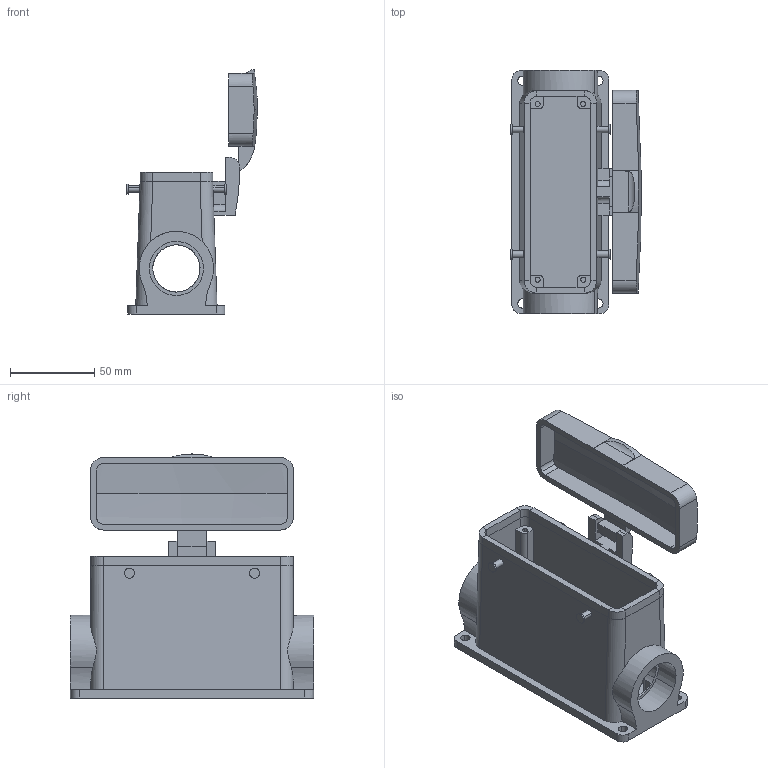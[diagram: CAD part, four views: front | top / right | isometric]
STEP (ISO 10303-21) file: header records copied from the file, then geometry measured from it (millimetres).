
FILE_DESCRIPTION(('CATIA V5 STEP Exchange','CAx-IF Rec.Pracs.--- Model Styling and Organization---1.4--- 2014-01-23'),'2;1');
FILE_NAME ('13415541_2', '2019-07-25T14:23:38+00:00', ('none'), ('Weidmueller'), 'CATIA Version 5-6 Release 2016 SP3 HF44', 'CATIA V5 STEP AP214', 'none');
FILE_SCHEMA(('AUTOMOTIVE_DESIGN { 1 0 10303 214 1 1 1 1 }'));
Length unit declared in the file: millimetre
Products named in the file (1): 1786920000
Bounding box: 77.47 x 144 x 144.56 mm (x, y, z)
Volume: 215422.1 mm3; surface area: 94088.2 mm2
Topology: 2 solids, 2 shells, 209 faces, 547 edges, 356 vertices
Faces by surface type: plane 102, cylinder 100, revolution 4, torus 3
Entity records: 6910 total; most frequent: CARTESIAN_POINT 2116, ORIENTED_EDGE 1094, DIRECTION 742, EDGE_CURVE 547, VERTEX_POINT 356, VECTOR 301, LINE 301, AXIS2_PLACEMENT_3D 291
